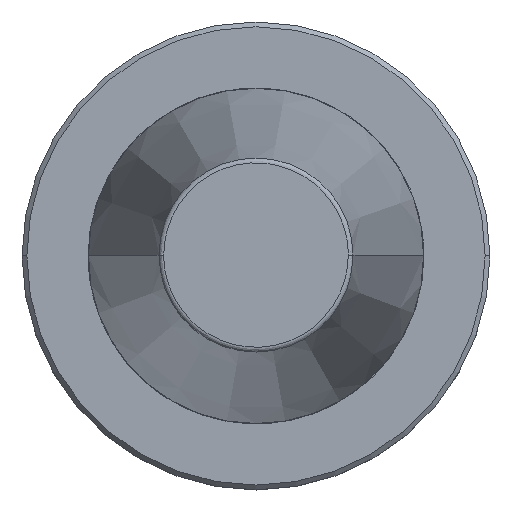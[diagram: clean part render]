
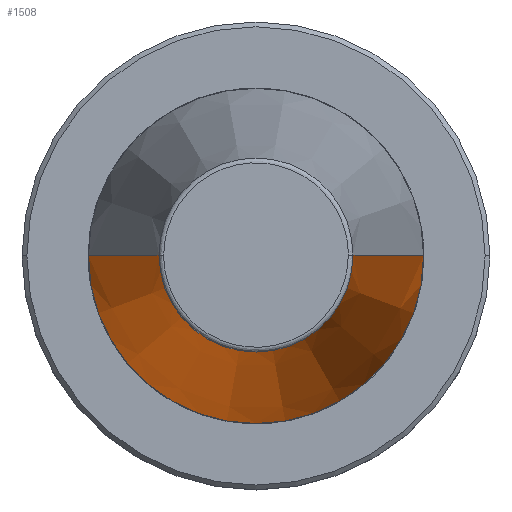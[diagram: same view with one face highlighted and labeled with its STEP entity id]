
A CAD part, top view. The second image highlights one B-rep face of the part: STEP entity #1508.
In plain terms, the highlighted conical face has half-angle 8.297 degrees and reference radius 34.925 mm.
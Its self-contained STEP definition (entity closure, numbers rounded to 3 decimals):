
#60 = ORIENTED_EDGE ( 'NONE', *, *, #1307, .T. ) ;
#152 = DIRECTION ( 'NONE',  ( -1., 0., 0. ) ) ;
#165 = ORIENTED_EDGE ( 'NONE', *, *, #723, .T. ) ;
#175 = EDGE_CURVE ( 'NONE', #434, #1541, #675, .T. ) ;
#246 = EDGE_CURVE ( 'NONE', #1911, #1541, #1796, .T. ) ;
#261 = CONICAL_SURFACE ( 'NONE', #775, 34.925, 0.145 ) ;
#361 = FACE_OUTER_BOUND ( 'NONE', #2063, .T. ) ;
#434 = VERTEX_POINT ( 'NONE', #846 ) ;
#460 = CARTESIAN_POINT ( 'NONE',  ( 34.925, 0., 0. ) ) ;
#492 = ORIENTED_EDGE ( 'NONE', *, *, #175, .F. ) ;
#508 = DIRECTION ( 'NONE',  ( -0.144, 0., -0.99 ) ) ;
#584 = CARTESIAN_POINT ( 'NONE',  ( -34.925, 0., 0. ) ) ;
#675 = LINE ( 'NONE', #1941, #974 ) ;
#723 = EDGE_CURVE ( 'NONE', #1472, #1911, #1805, .T. ) ;
#775 = AXIS2_PLACEMENT_3D ( 'NONE', #1118, #2053, #152 ) ;
#812 = AXIS2_PLACEMENT_3D ( 'NONE', #1183, #1683, #1059 ) ;
#846 = CARTESIAN_POINT ( 'NONE',  ( 20.211, 0., 100.894 ) ) ;
#953 = VECTOR ( 'NONE', #508, 1000. ) ;
#974 = VECTOR ( 'NONE', #2069, 1000. ) ;
#1000 = DIRECTION ( 'NONE',  ( -1., 0., 0. ) ) ;
#1059 = DIRECTION ( 'NONE',  ( -1., 0., 0. ) ) ;
#1101 = ORIENTED_EDGE ( 'NONE', *, *, #246, .T. ) ;
#1118 = CARTESIAN_POINT ( 'NONE',  ( 0., 0., 0. ) ) ;
#1183 = CARTESIAN_POINT ( 'NONE',  ( 0., 0., 100.894 ) ) ;
#1264 = CIRCLE ( 'NONE', #812, 20.211 ) ;
#1278 = CARTESIAN_POINT ( 'NONE',  ( -34.925, 0., 0. ) ) ;
#1307 = EDGE_CURVE ( 'NONE', #434, #1472, #1264, .T. ) ;
#1472 = VERTEX_POINT ( 'NONE', #1837 ) ;
#1508 = ADVANCED_FACE ( 'NONE', ( #361 ), #261, .T. ) ;
#1541 = VERTEX_POINT ( 'NONE', #460 ) ;
#1619 = DIRECTION ( 'NONE',  ( 0., 0., 1. ) ) ;
#1634 = AXIS2_PLACEMENT_3D ( 'NONE', #1769, #1619, #1000 ) ;
#1683 = DIRECTION ( 'NONE',  ( 0., 0., -1. ) ) ;
#1769 = CARTESIAN_POINT ( 'NONE',  ( 0., 0., 0. ) ) ;
#1796 = CIRCLE ( 'NONE', #1634, 34.925 ) ;
#1805 = LINE ( 'NONE', #584, #953 ) ;
#1837 = CARTESIAN_POINT ( 'NONE',  ( -20.211, 0., 100.894 ) ) ;
#1911 = VERTEX_POINT ( 'NONE', #1278 ) ;
#1941 = CARTESIAN_POINT ( 'NONE',  ( 34.925, 0., 0. ) ) ;
#2053 = DIRECTION ( 'NONE',  ( 0., 0., -1. ) ) ;
#2063 = EDGE_LOOP ( 'NONE', ( #492, #60, #165, #1101 ) ) ;
#2069 = DIRECTION ( 'NONE',  ( 0.144, 0., -0.99 ) ) ;
